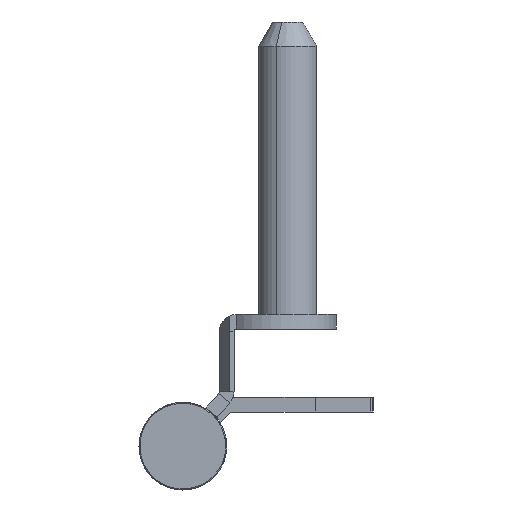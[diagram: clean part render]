
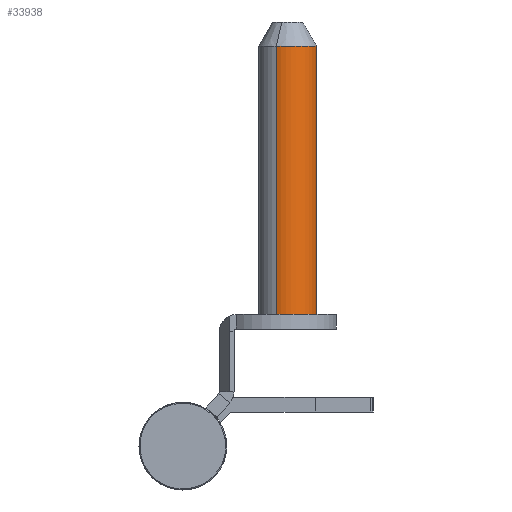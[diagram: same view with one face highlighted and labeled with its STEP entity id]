
A CAD part, left-side view. The second image highlights one B-rep face of the part: STEP entity #33938.
In plain terms, the highlighted cylindrical face has radius 6 mm (diameter 12 mm), a partial arc.
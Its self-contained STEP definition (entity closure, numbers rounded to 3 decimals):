
#1747 = VERTEX_POINT ( 'NONE', #28356 ) ;
#3530 = CARTESIAN_POINT ( 'NONE',  ( 0., 60., 0. ) ) ;
#4442 = DIRECTION ( 'NONE',  ( 0., 0., -1. ) ) ;
#4486 = ORIENTED_EDGE ( 'NONE', *, *, #28507, .T. ) ;
#6758 = VECTOR ( 'NONE', #30248, 1000. ) ;
#8757 = DIRECTION ( 'NONE',  ( 0., 0., -1. ) ) ;
#14883 = CARTESIAN_POINT ( 'NONE',  ( 0., 5., 0. ) ) ;
#14957 = DIRECTION ( 'NONE',  ( 0., -1., 0. ) ) ;
#16415 = CARTESIAN_POINT ( 'NONE',  ( 0., 0., 0. ) ) ;
#18097 = VERTEX_POINT ( 'NONE', #27579 ) ;
#18217 = ORIENTED_EDGE ( 'NONE', *, *, #42523, .T. ) ;
#18469 = ORIENTED_EDGE ( 'NONE', *, *, #28066, .F. ) ;
#18870 = DIRECTION ( 'NONE',  ( 0., -1., 0. ) ) ;
#18921 = AXIS2_PLACEMENT_3D ( 'NONE', #14883, #18870, #4442 ) ;
#19372 = DIRECTION ( 'NONE',  ( 0., -1., 0. ) ) ;
#20399 = CIRCLE ( 'NONE', #21187, 6. ) ;
#20631 = EDGE_LOOP ( 'NONE', ( #18217, #4486, #47078, #18469 ) ) ;
#21187 = AXIS2_PLACEMENT_3D ( 'NONE', #3530, #14957, #37794 ) ;
#23419 = FACE_OUTER_BOUND ( 'NONE', #20631, .T. ) ;
#26757 = LINE ( 'NONE', #34925, #6758 ) ;
#27579 = CARTESIAN_POINT ( 'NONE',  ( 0., 5., -6. ) ) ;
#27608 = DIRECTION ( 'NONE',  ( 0., -1., 0. ) ) ;
#27699 = VERTEX_POINT ( 'NONE', #45734 ) ;
#28066 = EDGE_CURVE ( 'NONE', #1747, #18097, #42673, .T. ) ;
#28356 = CARTESIAN_POINT ( 'NONE',  ( 0., 60., -6. ) ) ;
#28507 = EDGE_CURVE ( 'NONE', #27699, #36820, #26757, .T. ) ;
#30248 = DIRECTION ( 'NONE',  ( 0., -1., 0. ) ) ;
#30543 = CARTESIAN_POINT ( 'NONE',  ( 0., 0., -6. ) ) ;
#30834 = CIRCLE ( 'NONE', #18921, 6. ) ;
#33938 = ADVANCED_FACE ( 'NONE', ( #23419 ), #39011, .T. ) ;
#34925 = CARTESIAN_POINT ( 'NONE',  ( 0., 0., 6. ) ) ;
#36820 = VERTEX_POINT ( 'NONE', #39748 ) ;
#37794 = DIRECTION ( 'NONE',  ( 0., 0., -1. ) ) ;
#39011 = CYLINDRICAL_SURFACE ( 'NONE', #47364, 6. ) ;
#39748 = CARTESIAN_POINT ( 'NONE',  ( 0., 5., 6. ) ) ;
#42396 = VECTOR ( 'NONE', #19372, 1000. ) ;
#42523 = EDGE_CURVE ( 'NONE', #1747, #27699, #20399, .T. ) ;
#42673 = LINE ( 'NONE', #30543, #42396 ) ;
#44000 = EDGE_CURVE ( 'NONE', #18097, #36820, #30834, .T. ) ;
#45734 = CARTESIAN_POINT ( 'NONE',  ( 0., 60., 6. ) ) ;
#47078 = ORIENTED_EDGE ( 'NONE', *, *, #44000, .F. ) ;
#47364 = AXIS2_PLACEMENT_3D ( 'NONE', #16415, #27608, #8757 ) ;
